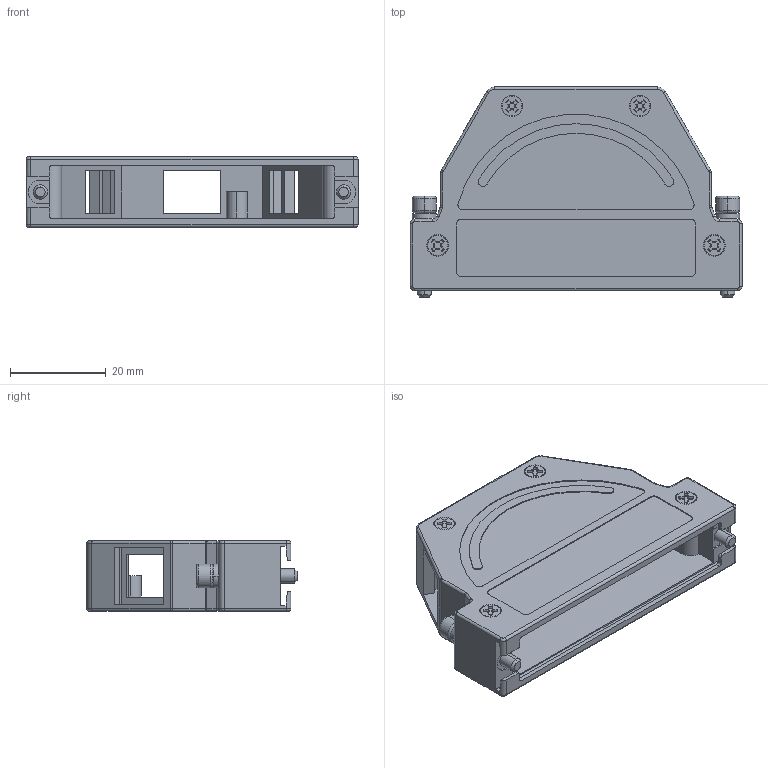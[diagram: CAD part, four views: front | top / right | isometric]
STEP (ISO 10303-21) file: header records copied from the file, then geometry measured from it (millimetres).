
FILE_DESCRIPTION(('Creo Elements/Direct Modeling STEP Export'),'2;1');
FILE_NAME('0ln7uvk5he4de0g3496','2022-02-28T 8:53:48',(''),(''),'Creo Elements/Direct Modeling STEP processor for AP214 (Solid Model)','Creo Elements/Direct Modeling 20.1B 02-Apr-2019 (C) Parametric Technology GmbH','');
FILE_SCHEMA(('AUTOMOTIVE_DESIGN { 1 0 10303 214 1 1 1 1 }'));
Products named in the file (2): CPTAV_37
Assembly tree (1 placements, depth 2):
  CPTAV_37
    CPTAV_37
Bounding box: 69.5 x 44 x 14.8 mm (x, y, z)
Volume: 12028.6 mm3; surface area: 13106.1 mm2
Topology: 1 solids, 1 shells, 719 faces, 1715 edges, 1014 vertices
Faces by surface type: bspline 256, cylinder 212, plane 167, torus 56, cone 28
Entity records: 44357 total; most frequent: CARTESIAN_POINT 24955, ORIENTED_EDGE 3406, DIRECTION 1997, EDGE_CURVE 1703, VERTEX_POINT 1014, EDGE_LOOP 757, COLOUR_RGB 720, FILL_AREA_STYLE_COLOUR 720
